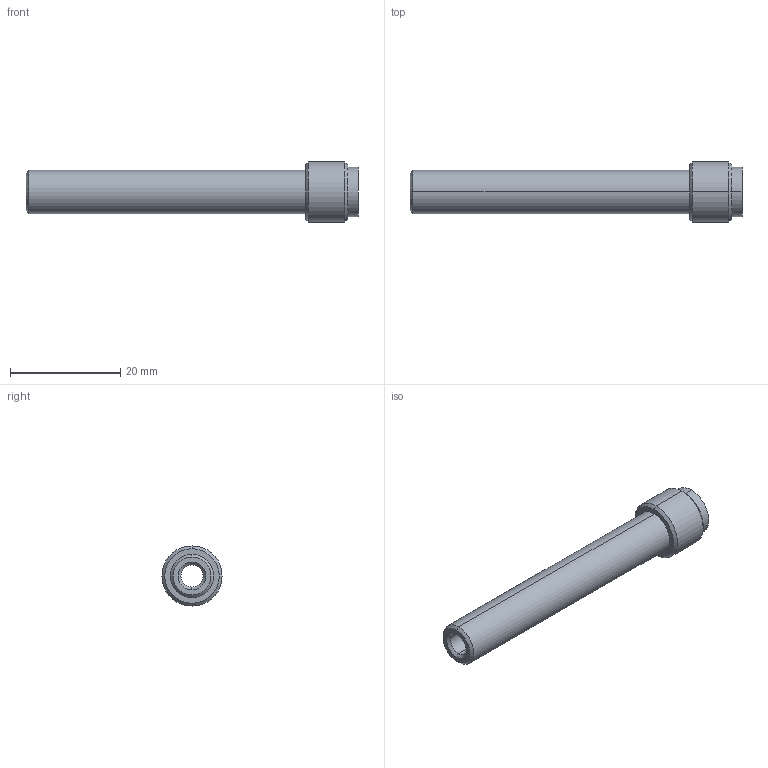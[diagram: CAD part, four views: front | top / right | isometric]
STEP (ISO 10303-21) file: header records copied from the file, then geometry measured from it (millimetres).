
FILE_DESCRIPTION (( 'STEP AP214' ), '1' );
FILE_NAME ('AJB-20.step', '2018-10-25T17:32:35', ( '' ), ( '' ), 'SwSTEP 2.0', 'SolidWorks 2018', '' );
FILE_SCHEMA (( 'AUTOMOTIVE_DESIGN' ));
Length unit declared in the file: inch
Products named in the file (1): AJB-20
Bounding box: 60.33 x 10.92 x 10.92 mm (x, y, z)
Volume: 2367.7 mm3; surface area: 2515.6 mm2
Topology: 1 solids, 1 shells, 23 faces, 46 edges, 28 vertices
Faces by surface type: cone 10, cylinder 8, plane 5
Entity records: 700 total; most frequent: DIRECTION 122, CARTESIAN_POINT 98, ORIENTED_EDGE 92, AXIS2_PLACEMENT_3D 52, EDGE_CURVE 46, CIRCLE 28, EDGE_LOOP 28, VERTEX_POINT 28
